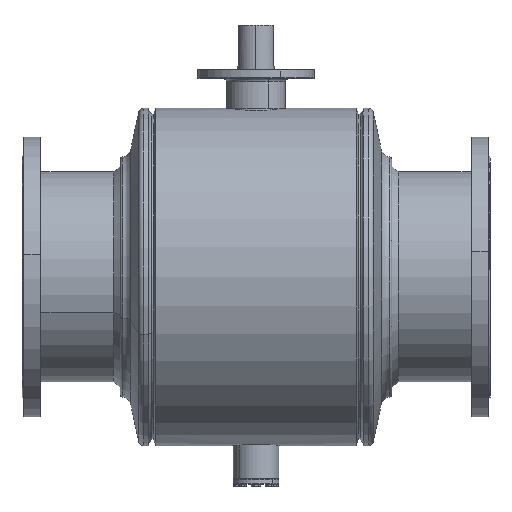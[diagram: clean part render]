
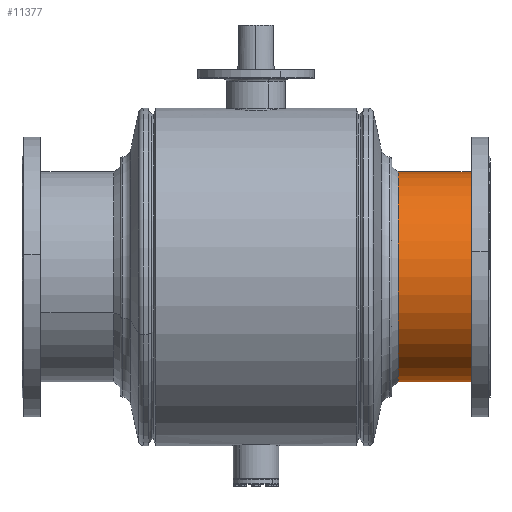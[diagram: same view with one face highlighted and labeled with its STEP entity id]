
A CAD part, top view. The second image highlights one B-rep face of the part: STEP entity #11377.
In plain terms, the highlighted cylindrical face has radius 315 mm (diameter 630 mm), a partial arc.
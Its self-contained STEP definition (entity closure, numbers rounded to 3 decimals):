
#528 = CARTESIAN_POINT ( 'NONE',  ( 315., -240.262, 0. ) ) ;
#1066 = VERTEX_POINT ( 'NONE', #528 ) ;
#1465 = DIRECTION ( 'NONE',  ( 1., 0., 0. ) ) ;
#1510 = CARTESIAN_POINT ( 'NONE',  ( 0., 0., 0. ) ) ;
#1688 = LINE ( 'NONE', #1817, #5956 ) ;
#1817 = CARTESIAN_POINT ( 'NONE',  ( -315., 0., 0. ) ) ;
#1920 = DIRECTION ( 'NONE',  ( 0., -1., 0. ) ) ;
#2133 = VERTEX_POINT ( 'NONE', #5329 ) ;
#2727 = FACE_OUTER_BOUND ( 'NONE', #12175, .T. ) ;
#3418 = EDGE_CURVE ( 'NONE', #2133, #9111, #6981, .T. ) ;
#3870 = CARTESIAN_POINT ( 'NONE',  ( 315., 0., 0. ) ) ;
#3943 = DIRECTION ( 'NONE',  ( 0., -1., 0. ) ) ;
#4676 = CYLINDRICAL_SURFACE ( 'NONE', #11021, 315. ) ;
#5030 = AXIS2_PLACEMENT_3D ( 'NONE', #7164, #1920, #8913 ) ;
#5329 = CARTESIAN_POINT ( 'NONE',  ( 315., 17.518, 0. ) ) ;
#5859 = ORIENTED_EDGE ( 'NONE', *, *, #5891, .F. ) ;
#5891 = EDGE_CURVE ( 'NONE', #2133, #1066, #13346, .T. ) ;
#5902 = VERTEX_POINT ( 'NONE', #8083 ) ;
#5956 = VECTOR ( 'NONE', #3943, 1000. ) ;
#6122 = ORIENTED_EDGE ( 'NONE', *, *, #10660, .T. ) ;
#6597 = ORIENTED_EDGE ( 'NONE', *, *, #3418, .T. ) ;
#6981 = CIRCLE ( 'NONE', #10931, 315. ) ;
#7055 = DIRECTION ( 'NONE',  ( 0., -1., 0. ) ) ;
#7164 = CARTESIAN_POINT ( 'NONE',  ( 0., -240.262, 0. ) ) ;
#7312 = VECTOR ( 'NONE', #7055, 1000. ) ;
#8083 = CARTESIAN_POINT ( 'NONE',  ( -315., -240.262, 0. ) ) ;
#8913 = DIRECTION ( 'NONE',  ( 1., 0., 0. ) ) ;
#9091 = DIRECTION ( 'NONE',  ( 0., -1., 0. ) ) ;
#9111 = VERTEX_POINT ( 'NONE', #10164 ) ;
#9212 = CIRCLE ( 'NONE', #5030, 315. ) ;
#9267 = ORIENTED_EDGE ( 'NONE', *, *, #12066, .F. ) ;
#9985 = DIRECTION ( 'NONE',  ( 1., 0., 0. ) ) ;
#10003 = CARTESIAN_POINT ( 'NONE',  ( 0., 17.518, 0. ) ) ;
#10164 = CARTESIAN_POINT ( 'NONE',  ( -315., 17.518, 0. ) ) ;
#10660 = EDGE_CURVE ( 'NONE', #9111, #5902, #1688, .T. ) ;
#10931 = AXIS2_PLACEMENT_3D ( 'NONE', #10003, #13123, #1465 ) ;
#11021 = AXIS2_PLACEMENT_3D ( 'NONE', #1510, #9091, #9985 ) ;
#11377 = ADVANCED_FACE ( 'NONE', ( #2727 ), #4676, .T. ) ;
#12066 = EDGE_CURVE ( 'NONE', #1066, #5902, #9212, .T. ) ;
#12175 = EDGE_LOOP ( 'NONE', ( #6597, #6122, #9267, #5859 ) ) ;
#13123 = DIRECTION ( 'NONE',  ( 0., -1., 0. ) ) ;
#13346 = LINE ( 'NONE', #3870, #7312 ) ;
